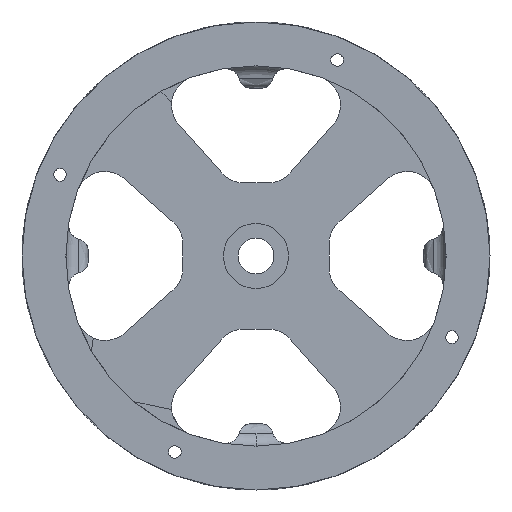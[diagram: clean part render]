
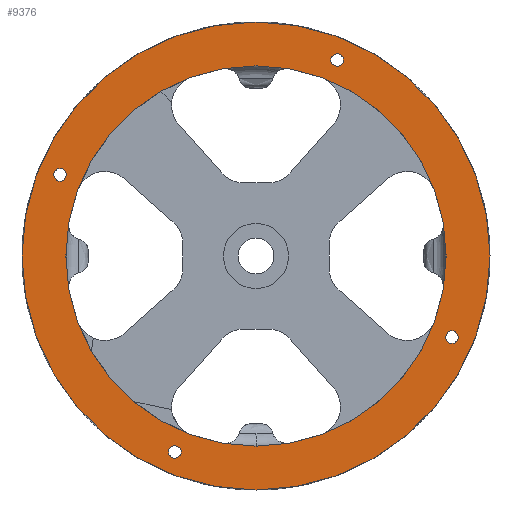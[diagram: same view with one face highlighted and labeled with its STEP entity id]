
A CAD part, front view. The second image highlights one B-rep face of the part: STEP entity #9376.
In plain terms, the highlighted planar face has unit normal (0, -1, 0).
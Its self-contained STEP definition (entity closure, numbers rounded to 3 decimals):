
#62 = DIRECTION ( 'NONE',  ( 0., 0., 1. ) ) ;
#78 = VERTEX_POINT ( 'NONE', #1323 ) ;
#98 = CARTESIAN_POINT ( 'NONE',  ( 66.981, 0., -29.895 ) ) ;
#307 = EDGE_CURVE ( 'NONE', #8170, #6534, #6467, .T. ) ;
#400 = DIRECTION ( 'NONE',  ( 0., 0., 1. ) ) ;
#501 = EDGE_CURVE ( 'NONE', #6420, #6276, #7292, .T. ) ;
#661 = VERTEX_POINT ( 'NONE', #98 ) ;
#709 = DIRECTION ( 'NONE',  ( 0., 0., 1. ) ) ;
#836 = CARTESIAN_POINT ( 'NONE',  ( 0., 0., -80. ) ) ;
#988 = CARTESIAN_POINT ( 'NONE',  ( 0., 0., 65. ) ) ;
#999 = VERTEX_POINT ( 'NONE', #2458 ) ;
#1040 = EDGE_CURVE ( 'NONE', #78, #2119, #5425, .T. ) ;
#1051 = CARTESIAN_POINT ( 'NONE',  ( 66.981, 0., -27.745 ) ) ;
#1063 = CIRCLE ( 'NONE', #6416, 65. ) ;
#1115 = DIRECTION ( 'NONE',  ( 0., 1., 0. ) ) ;
#1120 = ORIENTED_EDGE ( 'NONE', *, *, #501, .F. ) ;
#1148 = DIRECTION ( 'NONE',  ( 0., 1., 0. ) ) ;
#1212 = CARTESIAN_POINT ( 'NONE',  ( 0., 0., 0. ) ) ;
#1248 = ORIENTED_EDGE ( 'NONE', *, *, #2759, .T. ) ;
#1323 = CARTESIAN_POINT ( 'NONE',  ( 27.745, 0., 69.131 ) ) ;
#1412 = AXIS2_PLACEMENT_3D ( 'NONE', #1212, #1115, #3430 ) ;
#1475 = EDGE_CURVE ( 'NONE', #6085, #999, #4859, .T. ) ;
#1479 = EDGE_CURVE ( 'NONE', #5896, #8115, #6103, .T. ) ;
#1583 = CARTESIAN_POINT ( 'NONE',  ( 27.745, 0., 66.981 ) ) ;
#1626 = CIRCLE ( 'NONE', #1412, 80. ) ;
#1640 = DIRECTION ( 'NONE',  ( 0., 0., 1. ) ) ;
#1773 = AXIS2_PLACEMENT_3D ( 'NONE', #7462, #2100, #709 ) ;
#1806 = CARTESIAN_POINT ( 'NONE',  ( 0., 0., 0. ) ) ;
#1839 = FACE_BOUND ( 'NONE', #4229, .T. ) ;
#1885 = FACE_BOUND ( 'NONE', #3875, .T. ) ;
#1962 = DIRECTION ( 'NONE',  ( 0., 1., 0. ) ) ;
#2100 = DIRECTION ( 'NONE',  ( 0., 1., 0. ) ) ;
#2119 = VERTEX_POINT ( 'NONE', #6071 ) ;
#2344 = CIRCLE ( 'NONE', #9122, 2.15 ) ;
#2400 = AXIS2_PLACEMENT_3D ( 'NONE', #8286, #6125, #2429 ) ;
#2429 = DIRECTION ( 'NONE',  ( 0., 0., 1. ) ) ;
#2458 = CARTESIAN_POINT ( 'NONE',  ( -66.981, 0., 25.595 ) ) ;
#2759 = EDGE_CURVE ( 'NONE', #661, #6254, #4446, .T. ) ;
#2782 = DIRECTION ( 'NONE',  ( 0., 0., 1. ) ) ;
#2797 = AXIS2_PLACEMENT_3D ( 'NONE', #9499, #5713, #6584 ) ;
#3026 = DIRECTION ( 'NONE',  ( 0., 1., 0. ) ) ;
#3158 = CARTESIAN_POINT ( 'NONE',  ( -27.745, 0., -64.831 ) ) ;
#3408 = EDGE_CURVE ( 'NONE', #6534, #8170, #1063, .T. ) ;
#3430 = DIRECTION ( 'NONE',  ( 0., 0., 1. ) ) ;
#3452 = ORIENTED_EDGE ( 'NONE', *, *, #9062, .F. ) ;
#3481 = CARTESIAN_POINT ( 'NONE',  ( -27.745, 0., -66.981 ) ) ;
#3661 = AXIS2_PLACEMENT_3D ( 'NONE', #1583, #9129, #7600 ) ;
#3708 = ORIENTED_EDGE ( 'NONE', *, *, #3408, .T. ) ;
#3867 = DIRECTION ( 'NONE',  ( 0., 1., 0. ) ) ;
#3875 = EDGE_LOOP ( 'NONE', ( #6411, #5583 ) ) ;
#4007 = CARTESIAN_POINT ( 'NONE',  ( 0., 0., 0. ) ) ;
#4055 = CARTESIAN_POINT ( 'NONE',  ( 66.981, 0., -25.595 ) ) ;
#4116 = EDGE_LOOP ( 'NONE', ( #1120, #3452 ) ) ;
#4133 = CARTESIAN_POINT ( 'NONE',  ( -27.745, 0., -66.981 ) ) ;
#4209 = PLANE ( 'NONE',  #5511 ) ;
#4229 = EDGE_LOOP ( 'NONE', ( #7821, #3708 ) ) ;
#4425 = ORIENTED_EDGE ( 'NONE', *, *, #4975, .T. ) ;
#4446 = CIRCLE ( 'NONE', #9152, 2.15 ) ;
#4710 = CARTESIAN_POINT ( 'NONE',  ( 0., 0., 0. ) ) ;
#4859 = CIRCLE ( 'NONE', #2797, 2.15 ) ;
#4868 = EDGE_CURVE ( 'NONE', #6254, #661, #6188, .T. ) ;
#4880 = DIRECTION ( 'NONE',  ( 0., 0., 1. ) ) ;
#4923 = DIRECTION ( 'NONE',  ( 0., 0., 1. ) ) ;
#4975 = EDGE_CURVE ( 'NONE', #999, #6085, #8377, .T. ) ;
#4976 = ORIENTED_EDGE ( 'NONE', *, *, #1475, .T. ) ;
#4981 = AXIS2_PLACEMENT_3D ( 'NONE', #9313, #8417, #6367 ) ;
#5010 = EDGE_CURVE ( 'NONE', #2119, #78, #8860, .T. ) ;
#5208 = ORIENTED_EDGE ( 'NONE', *, *, #4868, .T. ) ;
#5343 = CARTESIAN_POINT ( 'NONE',  ( -66.981, 0., 29.895 ) ) ;
#5397 = DIRECTION ( 'NONE',  ( 0., 1., 0. ) ) ;
#5425 = CIRCLE ( 'NONE', #4981, 2.15 ) ;
#5511 = AXIS2_PLACEMENT_3D ( 'NONE', #4007, #1148, #400 ) ;
#5528 = AXIS2_PLACEMENT_3D ( 'NONE', #1806, #3867, #6143 ) ;
#5583 = ORIENTED_EDGE ( 'NONE', *, *, #1479, .T. ) ;
#5644 = CARTESIAN_POINT ( 'NONE',  ( 0., 0., -65. ) ) ;
#5707 = CARTESIAN_POINT ( 'NONE',  ( -27.745, 0., -69.131 ) ) ;
#5713 = DIRECTION ( 'NONE',  ( 0., 1., 0. ) ) ;
#5801 = AXIS2_PLACEMENT_3D ( 'NONE', #3481, #5854, #4923 ) ;
#5854 = DIRECTION ( 'NONE',  ( 0., 1., 0. ) ) ;
#5896 = VERTEX_POINT ( 'NONE', #5707 ) ;
#6071 = CARTESIAN_POINT ( 'NONE',  ( 27.745, 0., 64.831 ) ) ;
#6085 = VERTEX_POINT ( 'NONE', #5343 ) ;
#6103 = CIRCLE ( 'NONE', #5801, 2.15 ) ;
#6125 = DIRECTION ( 'NONE',  ( 0., 1., 0. ) ) ;
#6143 = DIRECTION ( 'NONE',  ( 0., 0., 1. ) ) ;
#6188 = CIRCLE ( 'NONE', #9488, 2.15 ) ;
#6254 = VERTEX_POINT ( 'NONE', #4055 ) ;
#6276 = VERTEX_POINT ( 'NONE', #7218 ) ;
#6367 = DIRECTION ( 'NONE',  ( 0., 0., 1. ) ) ;
#6384 = FACE_BOUND ( 'NONE', #9249, .T. ) ;
#6411 = ORIENTED_EDGE ( 'NONE', *, *, #7498, .T. ) ;
#6416 = AXIS2_PLACEMENT_3D ( 'NONE', #4710, #3026, #62 ) ;
#6420 = VERTEX_POINT ( 'NONE', #836 ) ;
#6467 = CIRCLE ( 'NONE', #5528, 65. ) ;
#6534 = VERTEX_POINT ( 'NONE', #988 ) ;
#6578 = CARTESIAN_POINT ( 'NONE',  ( 66.981, 0., -27.745 ) ) ;
#6584 = DIRECTION ( 'NONE',  ( 0., 0., 1. ) ) ;
#6761 = EDGE_LOOP ( 'NONE', ( #8058, #8584 ) ) ;
#7218 = CARTESIAN_POINT ( 'NONE',  ( 0., 0., 80. ) ) ;
#7292 = CIRCLE ( 'NONE', #1773, 80. ) ;
#7462 = CARTESIAN_POINT ( 'NONE',  ( 0., 0., 0. ) ) ;
#7498 = EDGE_CURVE ( 'NONE', #8115, #5896, #2344, .T. ) ;
#7600 = DIRECTION ( 'NONE',  ( 0., 0., 1. ) ) ;
#7821 = ORIENTED_EDGE ( 'NONE', *, *, #307, .T. ) ;
#7903 = FACE_BOUND ( 'NONE', #9716, .T. ) ;
#8058 = ORIENTED_EDGE ( 'NONE', *, *, #1040, .T. ) ;
#8115 = VERTEX_POINT ( 'NONE', #3158 ) ;
#8170 = VERTEX_POINT ( 'NONE', #5644 ) ;
#8286 = CARTESIAN_POINT ( 'NONE',  ( -66.981, 0., 27.745 ) ) ;
#8377 = CIRCLE ( 'NONE', #2400, 2.15 ) ;
#8417 = DIRECTION ( 'NONE',  ( 0., 1., 0. ) ) ;
#8584 = ORIENTED_EDGE ( 'NONE', *, *, #5010, .T. ) ;
#8593 = FACE_OUTER_BOUND ( 'NONE', #4116, .T. ) ;
#8845 = DIRECTION ( 'NONE',  ( 0., 1., 0. ) ) ;
#8860 = CIRCLE ( 'NONE', #3661, 2.15 ) ;
#9062 = EDGE_CURVE ( 'NONE', #6276, #6420, #1626, .T. ) ;
#9122 = AXIS2_PLACEMENT_3D ( 'NONE', #4133, #1962, #4880 ) ;
#9129 = DIRECTION ( 'NONE',  ( 0., 1., 0. ) ) ;
#9152 = AXIS2_PLACEMENT_3D ( 'NONE', #1051, #5397, #1640 ) ;
#9249 = EDGE_LOOP ( 'NONE', ( #4976, #4425 ) ) ;
#9313 = CARTESIAN_POINT ( 'NONE',  ( 27.745, 0., 66.981 ) ) ;
#9335 = FACE_BOUND ( 'NONE', #6761, .T. ) ;
#9376 = ADVANCED_FACE ( 'NONE', ( #6384, #1885, #7903, #9335, #8593, #1839 ), #4209, .F. ) ;
#9488 = AXIS2_PLACEMENT_3D ( 'NONE', #6578, #8845, #2782 ) ;
#9499 = CARTESIAN_POINT ( 'NONE',  ( -66.981, 0., 27.745 ) ) ;
#9716 = EDGE_LOOP ( 'NONE', ( #5208, #1248 ) ) ;
